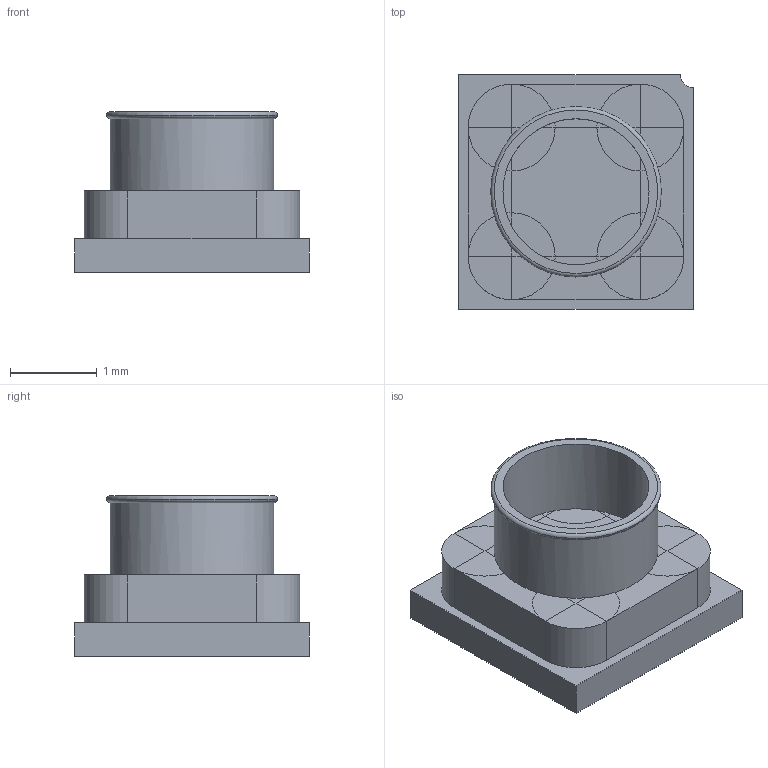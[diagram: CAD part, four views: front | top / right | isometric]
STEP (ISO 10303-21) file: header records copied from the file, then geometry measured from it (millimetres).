
FILE_DESCRIPTION(('FreeCAD Model'),'2;1');
FILE_NAME( 'lps27.step', '2020-12-12T16:57:31',('Author'),(''), 'Open CASCADE STEP processor 7.4','FreeCAD','Unknown');
FILE_SCHEMA(('AUTOMOTIVE_DESIGN { 1 0 10303 214 1 1 1 1 }'));
Length unit declared in the file: millimetre
Products named in the file (1): union002
Bounding box: 2.7 x 2.7 x 1.85 mm (x, y, z)
Volume: 6.6 mm3; surface area: 34.2 mm2
Topology: 1 solids, 1 shells, 94 faces, 202 edges, 113 vertices
Faces by surface type: plane 85, cylinder 7, torus 2
Full cylindrical faces by diameter (mm): 1.68 x1, 1.88 x1
Entity records: 5799 total; most frequent: DIRECTION 893, CARTESIAN_POINT 828, ORIENTED_EDGE 404, PCURVE 404, DEFINITIONAL_REPRESENTATION 404, LINE 313, VECTOR 313, CIRCLE 279
